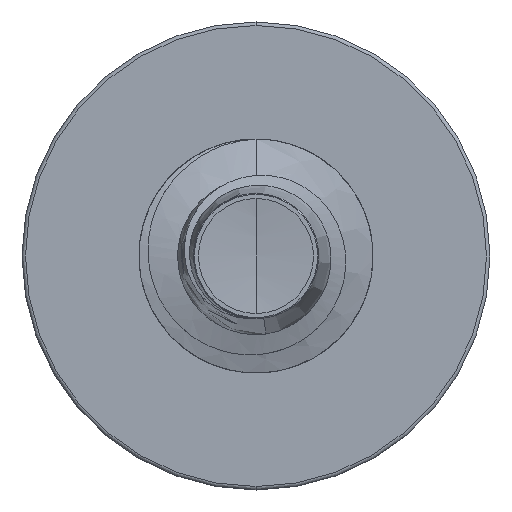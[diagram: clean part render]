
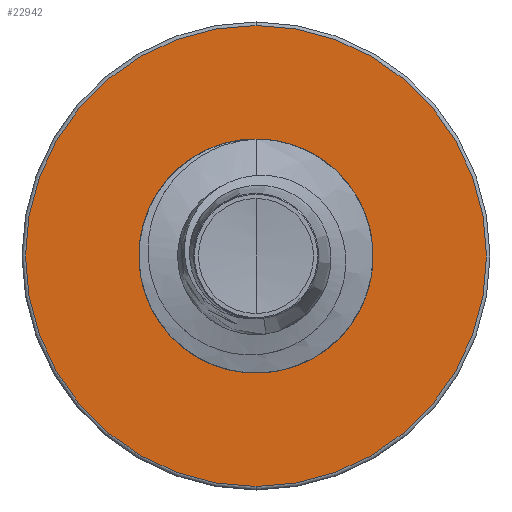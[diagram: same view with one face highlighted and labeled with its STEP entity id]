
A CAD part, front view. The second image highlights one B-rep face of the part: STEP entity #22942.
In plain terms, the highlighted planar face has unit normal (0, -1, 0).
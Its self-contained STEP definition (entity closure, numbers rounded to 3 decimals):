
#68 = DIRECTION ( 'NONE',  ( 0., 0., 1. ) ) ;
#4121 = FACE_BOUND ( 'NONE', #21114, .T. ) ;
#4478 = EDGE_CURVE ( 'NONE', #24930, #26728, #18175, .T. ) ;
#4992 = ORIENTED_EDGE ( 'NONE', *, *, #4478, .T. ) ;
#5061 = ORIENTED_EDGE ( 'NONE', *, *, #19535, .T. ) ;
#5173 = AXIS2_PLACEMENT_3D ( 'NONE', #11431, #16077, #68 ) ;
#8236 = DIRECTION ( 'NONE',  ( 0., 1., 0. ) ) ;
#8681 = DIRECTION ( 'NONE',  ( 0., 1., 0. ) ) ;
#9750 = VERTEX_POINT ( 'NONE', #17985 ) ;
#10295 = DIRECTION ( 'NONE',  ( 0., 0., 1. ) ) ;
#10327 = DIRECTION ( 'NONE',  ( 0., 1., 0. ) ) ;
#10333 = CARTESIAN_POINT ( 'NONE',  ( 0., 27.5, 0. ) ) ;
#10958 = DIRECTION ( 'NONE',  ( 0., 1., 0. ) ) ;
#11431 = CARTESIAN_POINT ( 'NONE',  ( 0., 27.5, -2.842 ) ) ;
#12284 = VERTEX_POINT ( 'NONE', #23454 ) ;
#12559 = CARTESIAN_POINT ( 'NONE',  ( 0., 27.5, -2.842 ) ) ;
#16077 = DIRECTION ( 'NONE',  ( 0., 1., 0. ) ) ;
#16870 = EDGE_CURVE ( 'NONE', #12284, #9750, #21974, .T. ) ;
#17985 = CARTESIAN_POINT ( 'NONE',  ( 0., 27.5, 5.91 ) ) ;
#18175 = CIRCLE ( 'NONE', #27847, 2.842 ) ;
#19535 = EDGE_CURVE ( 'NONE', #26728, #24930, #21655, .T. ) ;
#19594 = FACE_OUTER_BOUND ( 'NONE', #21551, .T. ) ;
#20038 = EDGE_CURVE ( 'NONE', #9750, #12284, #26050, .T. ) ;
#21114 = EDGE_LOOP ( 'NONE', ( #4992, #5061 ) ) ;
#21490 = CARTESIAN_POINT ( 'NONE',  ( 0., 27.5, 0. ) ) ;
#21551 = EDGE_LOOP ( 'NONE', ( #24576, #24100 ) ) ;
#21655 = CIRCLE ( 'NONE', #22232, 2.842 ) ;
#21804 = CARTESIAN_POINT ( 'NONE',  ( 0., 27.5, 0. ) ) ;
#21883 = AXIS2_PLACEMENT_3D ( 'NONE', #21490, #8236, #23400 ) ;
#21912 = PLANE ( 'NONE',  #5173 ) ;
#21974 = CIRCLE ( 'NONE', #21883, 5.91 ) ;
#22232 = AXIS2_PLACEMENT_3D ( 'NONE', #23461, #10958, #25329 ) ;
#22942 = ADVANCED_FACE ( 'NONE', ( #19594, #4121 ), #21912, .F. ) ;
#23382 = CARTESIAN_POINT ( 'NONE',  ( 0., 27.5, 2.842 ) ) ;
#23400 = DIRECTION ( 'NONE',  ( 0., 0., 1. ) ) ;
#23454 = CARTESIAN_POINT ( 'NONE',  ( 0., 27.5, -5.91 ) ) ;
#23461 = CARTESIAN_POINT ( 'NONE',  ( 0., 27.5, 0. ) ) ;
#23701 = DIRECTION ( 'NONE',  ( 0., 0., 1. ) ) ;
#24100 = ORIENTED_EDGE ( 'NONE', *, *, #16870, .F. ) ;
#24576 = ORIENTED_EDGE ( 'NONE', *, *, #20038, .F. ) ;
#24930 = VERTEX_POINT ( 'NONE', #23382 ) ;
#25329 = DIRECTION ( 'NONE',  ( 0., 0., 1. ) ) ;
#26050 = CIRCLE ( 'NONE', #28369, 5.91 ) ;
#26728 = VERTEX_POINT ( 'NONE', #12559 ) ;
#27847 = AXIS2_PLACEMENT_3D ( 'NONE', #10333, #10327, #10295 ) ;
#28369 = AXIS2_PLACEMENT_3D ( 'NONE', #21804, #8681, #23701 ) ;
